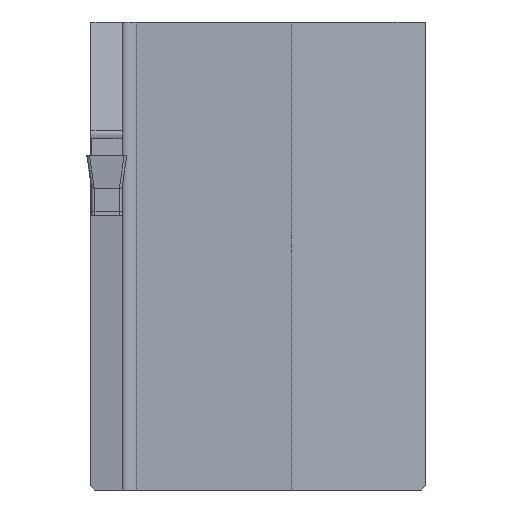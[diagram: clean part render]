
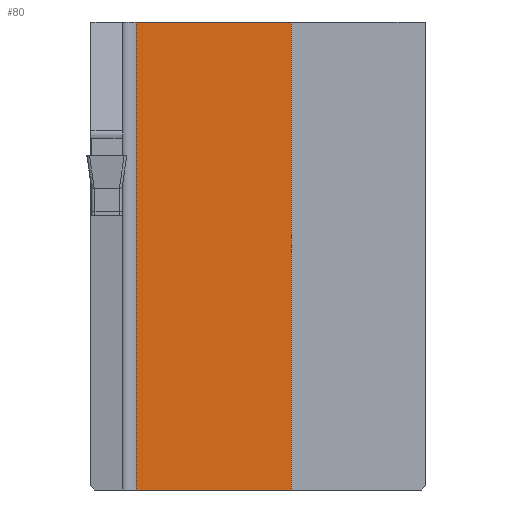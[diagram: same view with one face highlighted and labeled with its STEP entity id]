
A CAD part, left-side view. The second image highlights one B-rep face of the part: STEP entity #80.
In plain terms, the highlighted planar face has unit normal (-1, 0, 0).
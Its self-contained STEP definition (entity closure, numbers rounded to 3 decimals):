
#80=ADVANCED_FACE('',(#191),#141,.T.);
#141=PLANE('',#1146);
#191=FACE_OUTER_BOUND('',#252,.T.);
#252=EDGE_LOOP('',(#611,#612,#613,#614));
#338=LINE('',#1594,#465);
#346=LINE('',#1610,#473);
#347=LINE('',#1612,#474);
#348=LINE('',#1614,#475);
#465=VECTOR('',#1271,1.);
#473=VECTOR('',#1285,1.);
#474=VECTOR('',#1286,1.);
#475=VECTOR('',#1287,1.);
#611=ORIENTED_EDGE('',*,*,#1005,.F.);
#612=ORIENTED_EDGE('',*,*,#1013,.T.);
#613=ORIENTED_EDGE('',*,*,#1014,.T.);
#614=ORIENTED_EDGE('',*,*,#1015,.T.);
#903=VERTEX_POINT('',#1593);
#904=VERTEX_POINT('',#1595);
#909=VERTEX_POINT('',#1611);
#910=VERTEX_POINT('',#1613);
#1005=EDGE_CURVE('',#903,#904,#338,.T.);
#1013=EDGE_CURVE('',#903,#909,#346,.T.);
#1014=EDGE_CURVE('',#909,#910,#347,.T.);
#1015=EDGE_CURVE('',#910,#904,#348,.T.);
#1146=AXIS2_PLACEMENT_3D('',#1615,#1288,#1289);
#1271=DIRECTION('',(0.,-1.,0.));
#1285=DIRECTION('',(0.,0.,-1.));
#1286=DIRECTION('',(0.,-1.,0.));
#1287=DIRECTION('',(0.,0.,1.));
#1288=DIRECTION('',(-1.,0.,0.));
#1289=DIRECTION('',(0.,0.,1.));
#1593=CARTESIAN_POINT('',(23.,-3.393,10.));
#1594=CARTESIAN_POINT('',(23.,-37.343,10.));
#1595=CARTESIAN_POINT('',(23.,-15.,10.));
#1610=CARTESIAN_POINT('',(23.,-3.393,10.));
#1611=CARTESIAN_POINT('',(23.,-3.393,-25.));
#1612=CARTESIAN_POINT('',(23.,-37.343,-25.));
#1613=CARTESIAN_POINT('',(23.,-15.,-25.));
#1614=CARTESIAN_POINT('',(23.,-15.,-35.));
#1615=CARTESIAN_POINT('',(23.,-37.343,10.));
